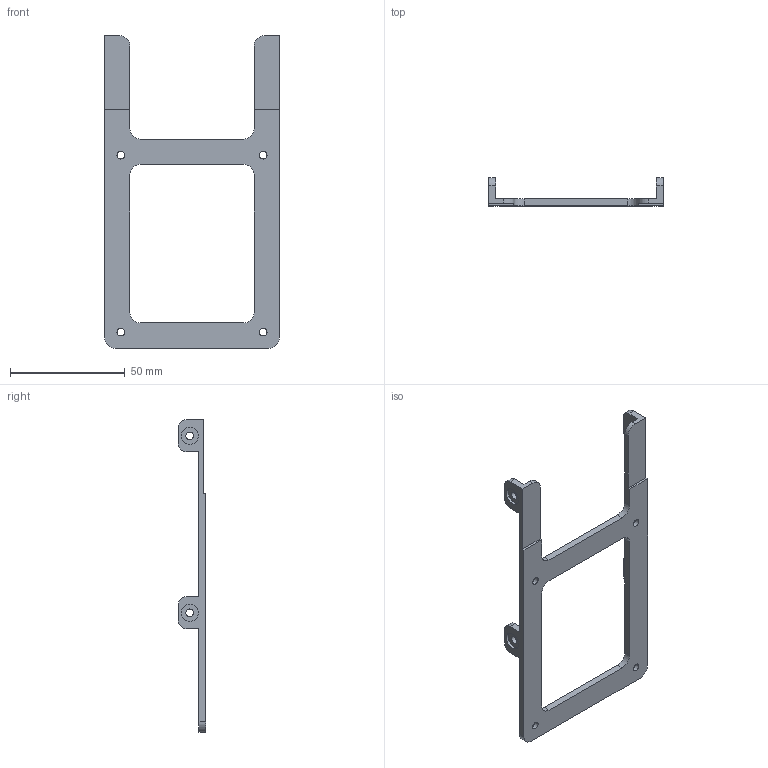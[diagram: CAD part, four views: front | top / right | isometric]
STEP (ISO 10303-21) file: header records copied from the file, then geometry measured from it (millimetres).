
FILE_DESCRIPTION(/* description */ (''),/* implementation_level */ '2;1');
FILE_NAME(/* name */ 'Supermicro SSD Mount v1.stp',/* time_stamp */ '2022-09-22T11:56:41+02:00',/* author */ (''),/* organization */ (''),/* preprocessor_version */ 'ST-DEVELOPER v19',/* originating_system */ 'Autodesk Translation Framework v11.7.0.108',/* authorisation */ '');
FILE_SCHEMA (('AUTOMOTIVE_DESIGN { 1 0 10303 214 3 1 1 }'));
Length unit declared in the file: millimetre
Products named in the file (1): Supermicro SSD Mount
Bounding box: 76 x 12 x 136 mm (x, y, z)
Volume: 12805 mm3; surface area: 11845 mm2
Topology: 1 solids, 1 shells, 74 faces, 192 edges, 128 vertices
Faces by surface type: plane 40, cylinder 34
Full cylindrical faces by diameter (mm): 3.3 x8, 7.5 x4, 8 x4
Entity records: 2353 total; most frequent: DIRECTION 410, CARTESIAN_POINT 395, ORIENTED_EDGE 384, EDGE_CURVE 192, AXIS2_PLACEMENT_3D 143, VERTEX_POINT 128, LINE 124, VECTOR 124
